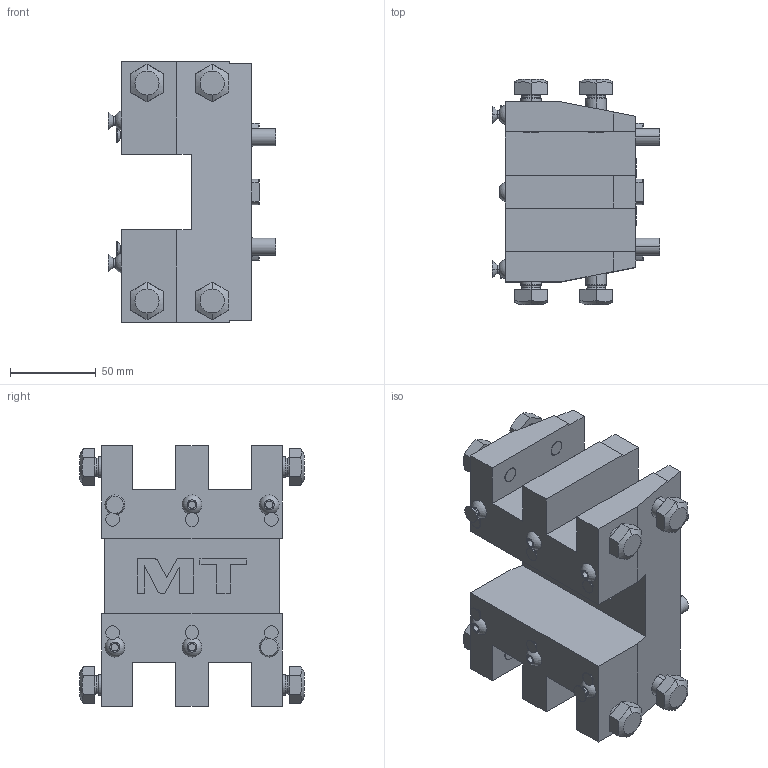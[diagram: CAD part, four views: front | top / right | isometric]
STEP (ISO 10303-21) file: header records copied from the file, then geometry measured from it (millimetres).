
FILE_DESCRIPTION((''),'2;1');
FILE_NAME('DWO3942540_CONF','2023-04-13T11:20:55',('gvalli'),('M.T. srl'),'CREO PARAMETRIC BY PTC INC, 2021072','CREO PARAMETRIC BY PTC INC, 2021072','');
FILE_SCHEMA(('CONFIG_CONTROL_DESIGN'));
Length unit declared in the file: millimetre
Products named in the file (1): DWO3942540_CONF
Bounding box: 97.55 x 131.05 x 152 mm (x, y, z)
Volume: 804745.9 mm3; surface area: 96281.3 mm2
Topology: 1 solids, 1 shells, 361 faces, 825 edges, 526 vertices
Faces by surface type: plane 173, cylinder 88, cone 72, torus 20, sphere 6, extrusion 2
Entity records: 11308 total; most frequent: CARTESIAN_POINT 2999, DIRECTION 1761, ORIENTED_EDGE 1650, EDGE_CURVE 825, AXIS2_PLACEMENT_3D 651, VERTEX_POINT 526, VECTOR 459, LINE 457
